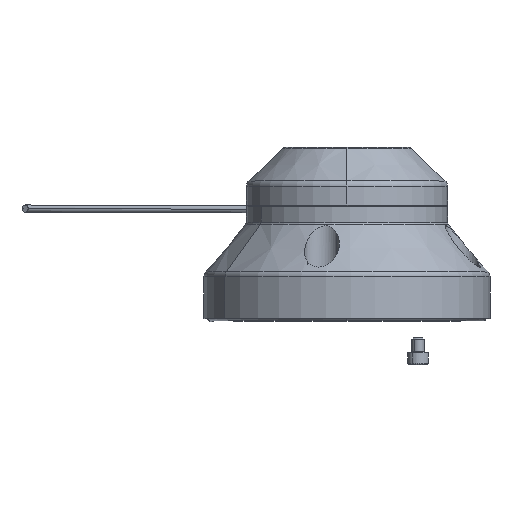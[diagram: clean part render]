
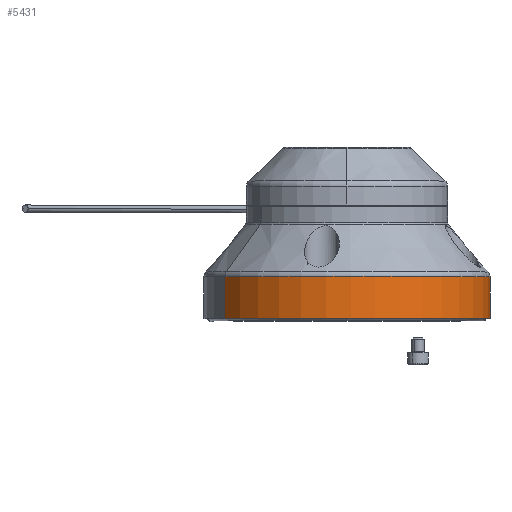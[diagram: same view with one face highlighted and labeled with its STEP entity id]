
A CAD part, top view. The second image highlights one B-rep face of the part: STEP entity #5431.
In plain terms, the highlighted cylindrical face has radius 59 mm (diameter 118 mm), a partial arc.
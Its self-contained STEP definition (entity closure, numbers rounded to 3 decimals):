
#4353 = ORIENTED_EDGE ( 'NONE', *, *, #5344, .F. ) ;
#4738 = ORIENTED_EDGE ( 'NONE', *, *, #15930, .T. ) ;
#5082 = ORIENTED_EDGE ( 'NONE', *, *, #5113, .T. ) ;
#5113 = EDGE_CURVE ( 'NONE', #14091, #14916, #12790, .T. ) ;
#5179 = ORIENTED_EDGE ( 'NONE', *, *, #15910, .F. ) ;
#5291 = EDGE_LOOP ( 'NONE', ( #5179, #5082, #4738, #4353 ) ) ;
#5344 = EDGE_CURVE ( 'NONE', #15904, #15903, #12780, .T. ) ;
#5431 = ADVANCED_FACE ( 'NONE', ( #12775 ), #12774, .T. ) ;
#5751 = CARTESIAN_POINT ( 'NONE',  ( 59., 0., -0.2 ) ) ;
#7549 = CARTESIAN_POINT ( 'NONE',  ( -59., 0., -0.2 ) ) ;
#9845 = CARTESIAN_POINT ( 'NONE',  ( 59., 0., -17.406 ) ) ;
#9846 = CARTESIAN_POINT ( 'NONE',  ( -59., 0., -17.406 ) ) ;
#9897 = DIRECTION ( 'NONE',  ( 0., 0., -1. ) ) ;
#9898 = VECTOR ( 'NONE', #9897, 1000. ) ;
#9899 = CARTESIAN_POINT ( 'NONE',  ( 59., 0., -62.093 ) ) ;
#9900 = LINE ( 'NONE', #9899, #9898 ) ;
#9921 = DIRECTION ( 'NONE',  ( 0., 0., -1. ) ) ;
#9922 = VECTOR ( 'NONE', #9921, 1000. ) ;
#9923 = CARTESIAN_POINT ( 'NONE',  ( -59., 0., -62.093 ) ) ;
#9924 = LINE ( 'NONE', #9923, #9922 ) ;
#12769 = DIRECTION ( 'NONE',  ( -1., 0., 0. ) ) ;
#12771 = DIRECTION ( 'NONE',  ( 0., 0., -1. ) ) ;
#12772 = CARTESIAN_POINT ( 'NONE',  ( 0., 0., -62.093 ) ) ;
#12773 = AXIS2_PLACEMENT_3D ( 'NONE', #12772, #12771, #12769 ) ;
#12774 = CYLINDRICAL_SURFACE ( 'NONE', #12773, 59. ) ;
#12775 = FACE_OUTER_BOUND ( 'NONE', #5291, .T. ) ;
#12776 = DIRECTION ( 'NONE',  ( -1., 0., 0. ) ) ;
#12777 = DIRECTION ( 'NONE',  ( 0., 0., -1. ) ) ;
#12778 = CARTESIAN_POINT ( 'NONE',  ( 0., 0., -17.406 ) ) ;
#12779 = AXIS2_PLACEMENT_3D ( 'NONE', #12778, #12777, #12776 ) ;
#12780 = CIRCLE ( 'NONE', #12779, 59. ) ;
#12786 = DIRECTION ( 'NONE',  ( -1., 0., 0. ) ) ;
#12787 = DIRECTION ( 'NONE',  ( 0., 0., -1. ) ) ;
#12788 = CARTESIAN_POINT ( 'NONE',  ( 0., 0., -0.2 ) ) ;
#12789 = AXIS2_PLACEMENT_3D ( 'NONE', #12788, #12787, #12786 ) ;
#12790 = CIRCLE ( 'NONE', #12789, 59. ) ;
#14091 = VERTEX_POINT ( 'NONE', #5751 ) ;
#14916 = VERTEX_POINT ( 'NONE', #7549 ) ;
#15903 = VERTEX_POINT ( 'NONE', #9846 ) ;
#15904 = VERTEX_POINT ( 'NONE', #9845 ) ;
#15910 = EDGE_CURVE ( 'NONE', #14091, #15904, #9900, .T. ) ;
#15930 = EDGE_CURVE ( 'NONE', #14916, #15903, #9924, .T. ) ;
